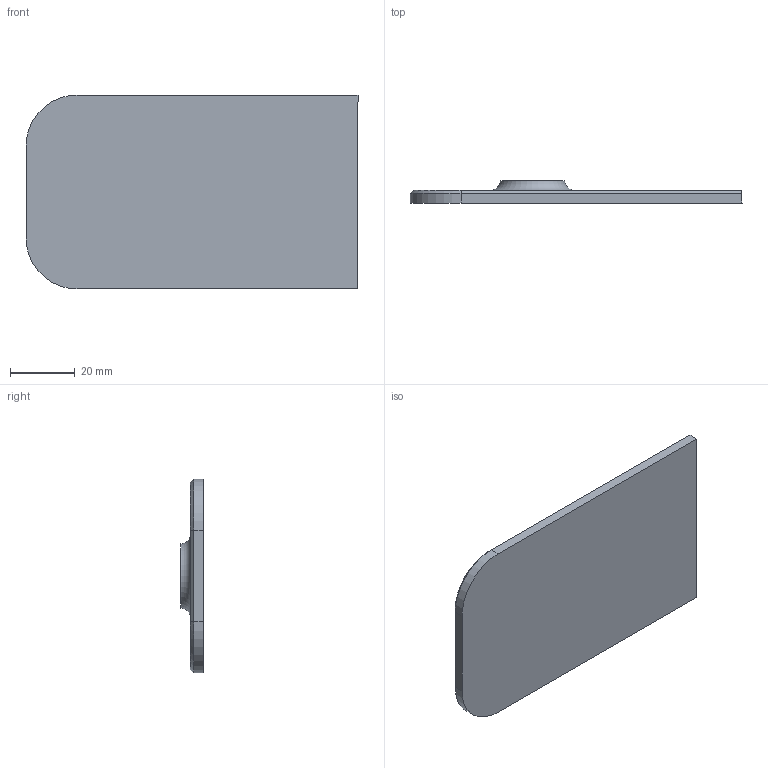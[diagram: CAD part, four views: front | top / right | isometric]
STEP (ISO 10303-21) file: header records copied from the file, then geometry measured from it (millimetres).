
FILE_DESCRIPTION(/* description */ (''),/* implementation_level */ '2;1');
FILE_NAME(/* name */ 'Base del brazo y circuito part2.step',/* time_stamp */ '2024-10-28T17:17:50-03:00',/* author */ (''),/* organization */ (''),/* preprocessor_version */ 'ST-DEVELOPER v20',/* originating_system */ 'Autodesk Translation Framework v13.20.0.188',/* authorisation */ '');
FILE_SCHEMA (('AUTOMOTIVE_DESIGN { 1 0 10303 214 3 1 1 }'));
Length unit declared in the file: millimetre
Products named in the file (1): FusionComponent
Bounding box: 102.75 x 7 x 60 mm (x, y, z)
Volume: 24496.1 mm3; surface area: 13485.6 mm2
Topology: 1 solids, 1 shells, 17 faces, 35 edges, 22 vertices
Faces by surface type: plane 11, cylinder 3, cone 2, torus 1
Full cylindrical faces by diameter (mm): 17 x1
Entity records: 481 total; most frequent: DIRECTION 82, CARTESIAN_POINT 75, ORIENTED_EDGE 70, EDGE_CURVE 35, AXIS2_PLACEMENT_3D 29, LINE 24, VECTOR 24, VERTEX_POINT 22
